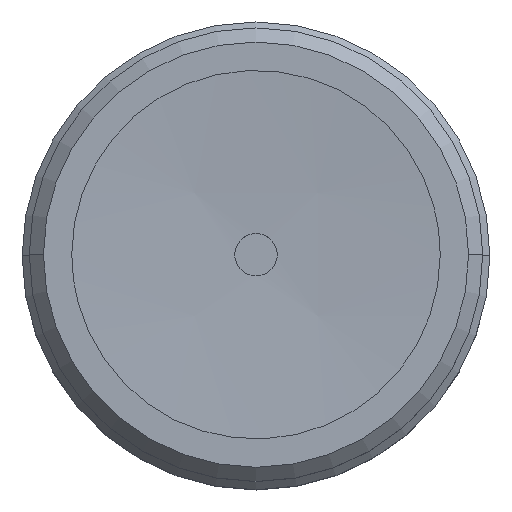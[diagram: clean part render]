
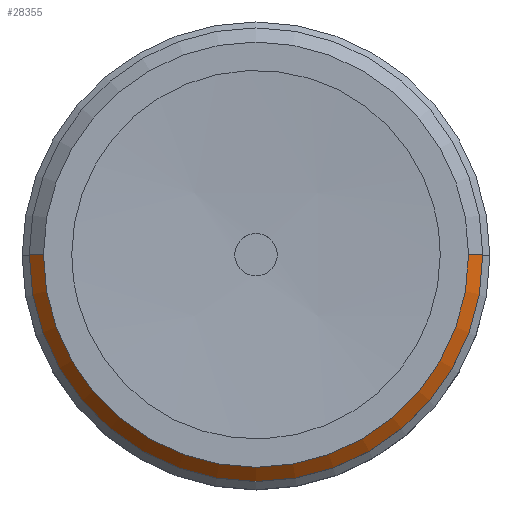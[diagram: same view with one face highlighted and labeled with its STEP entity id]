
A CAD part, top view. The second image highlights one B-rep face of the part: STEP entity #28355.
In plain terms, the highlighted conical face has half-angle 45 degrees and reference radius 16 mm.
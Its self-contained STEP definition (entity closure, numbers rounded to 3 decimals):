
#10 = CARTESIAN_POINT ( 'NONE',  ( 15., 0., 46. ) ) ;
#529 = DIRECTION ( 'NONE',  ( -1., 0., 0. ) ) ;
#1401 = ORIENTED_EDGE ( 'NONE', *, *, #16898, .T. ) ;
#2939 = EDGE_CURVE ( 'NONE', #5203, #21608, #20221, .T. ) ;
#4592 = AXIS2_PLACEMENT_3D ( 'NONE', #22860, #7263, #529 ) ;
#4936 = LINE ( 'NONE', #23042, #23127 ) ;
#5203 = VERTEX_POINT ( 'NONE', #18964 ) ;
#6099 = EDGE_LOOP ( 'NONE', ( #19088, #20612, #1401, #26577 ) ) ;
#6150 = DIRECTION ( 'NONE',  ( -1., 0., 0. ) ) ;
#6201 = VERTEX_POINT ( 'NONE', #19497 ) ;
#7263 = DIRECTION ( 'NONE',  ( 0., 0., -1. ) ) ;
#9039 = LINE ( 'NONE', #20269, #18455 ) ;
#9089 = DIRECTION ( 'NONE',  ( 1., 0., 0. ) ) ;
#9724 = VERTEX_POINT ( 'NONE', #10 ) ;
#10115 = AXIS2_PLACEMENT_3D ( 'NONE', #12884, #21752, #6150 ) ;
#12866 = EDGE_CURVE ( 'NONE', #9724, #6201, #29234, .T. ) ;
#12884 = CARTESIAN_POINT ( 'NONE',  ( 0., 0., 46. ) ) ;
#15672 = DIRECTION ( 'NONE',  ( 0., 0., -1. ) ) ;
#16898 = EDGE_CURVE ( 'NONE', #6201, #21608, #9039, .T. ) ;
#18339 = DIRECTION ( 'NONE',  ( -0.707, 0., -0.707 ) ) ;
#18455 = VECTOR ( 'NONE', #18339, 1000. ) ;
#18714 = DIRECTION ( 'NONE',  ( 0.707, 0., -0.707 ) ) ;
#18964 = CARTESIAN_POINT ( 'NONE',  ( 16., 0., 45. ) ) ;
#19088 = ORIENTED_EDGE ( 'NONE', *, *, #24136, .F. ) ;
#19497 = CARTESIAN_POINT ( 'NONE',  ( -15., 0., 46. ) ) ;
#19844 = CARTESIAN_POINT ( 'NONE',  ( -16., 0., 45. ) ) ;
#20221 = CIRCLE ( 'NONE', #24033, 16. ) ;
#20269 = CARTESIAN_POINT ( 'NONE',  ( -16., 0., 45. ) ) ;
#20612 = ORIENTED_EDGE ( 'NONE', *, *, #12866, .T. ) ;
#20910 = FACE_OUTER_BOUND ( 'NONE', #6099, .T. ) ;
#21608 = VERTEX_POINT ( 'NONE', #19844 ) ;
#21752 = DIRECTION ( 'NONE',  ( 0., 0., -1. ) ) ;
#22860 = CARTESIAN_POINT ( 'NONE',  ( 0., 0., 45. ) ) ;
#23042 = CARTESIAN_POINT ( 'NONE',  ( 16., 0., 45. ) ) ;
#23127 = VECTOR ( 'NONE', #18714, 1000. ) ;
#24033 = AXIS2_PLACEMENT_3D ( 'NONE', #29576, #15672, #9089 ) ;
#24136 = EDGE_CURVE ( 'NONE', #9724, #5203, #4936, .T. ) ;
#26577 = ORIENTED_EDGE ( 'NONE', *, *, #2939, .F. ) ;
#28355 = ADVANCED_FACE ( 'NONE', ( #20910 ), #29444, .T. ) ;
#29234 = CIRCLE ( 'NONE', #10115, 15. ) ;
#29444 = CONICAL_SURFACE ( 'NONE', #4592, 16., 0.785 ) ;
#29576 = CARTESIAN_POINT ( 'NONE',  ( 0., 0., 45. ) ) ;
